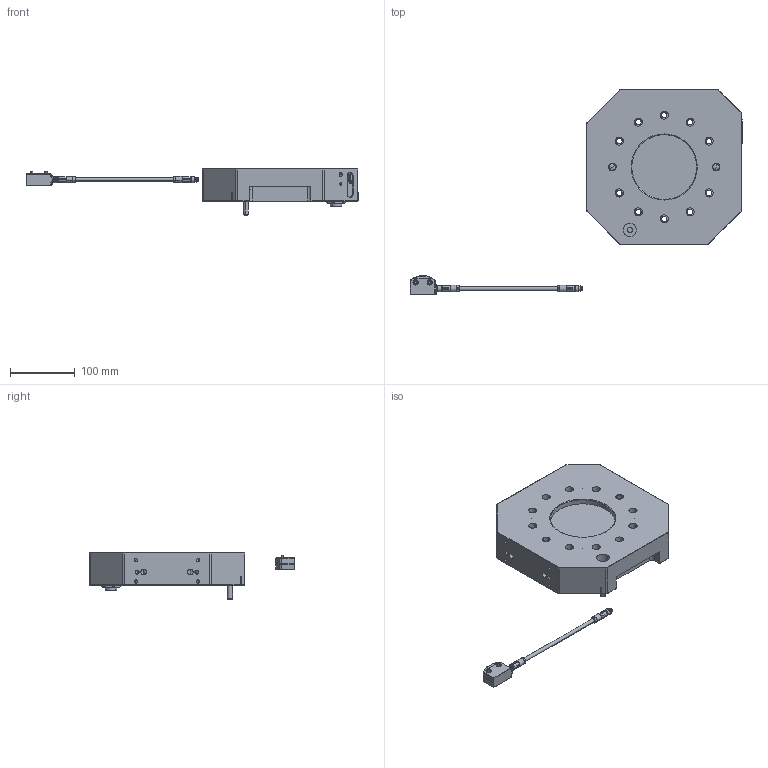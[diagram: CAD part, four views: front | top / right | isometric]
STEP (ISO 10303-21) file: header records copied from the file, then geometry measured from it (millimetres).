
FILE_DESCRIPTION (( 'STEP AP214' ), '1' );
FILE_NAME ('P7833.STEP', '2023-09-19T06:29:47', ( '' ), ( '' ), 'SwSTEP 2.0', 'SolidWorks 2021', '' );
FILE_SCHEMA (( 'AUTOMOTIVE_DESIGN' ));
Length unit declared in the file: millimetre
Products named in the file (1): P7833
Bounding box: 512.1 x 317 x 72 mm (x, y, z)
Volume: 2156611.2 mm3; surface area: 312552 mm2
Topology: 22 solids, 24 shells, 2563 faces, 6590 edges, 4259 vertices
Faces by surface type: plane 1317, cylinder 510, bspline 418, cone 254, torus 60, sphere 4
Entity records: 127926 total; most frequent: CARTESIAN_POINT 40803, ORIENTED_EDGE 13020, DIRECTION 10464, EDGE_CURVE 6510, VERTEX_POINT 4259, LINE 3690, VECTOR 3690, AXIS2_PLACEMENT_3D 3387
